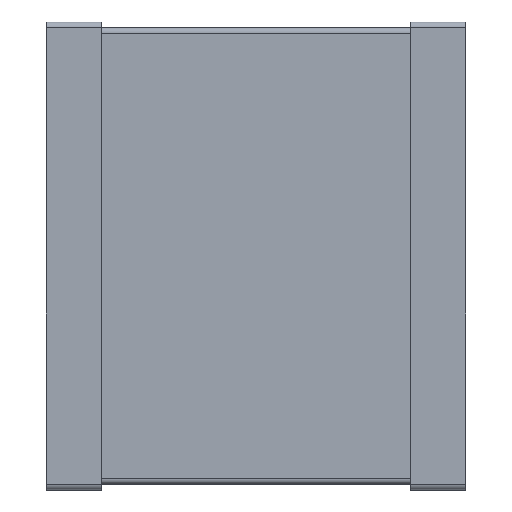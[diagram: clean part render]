
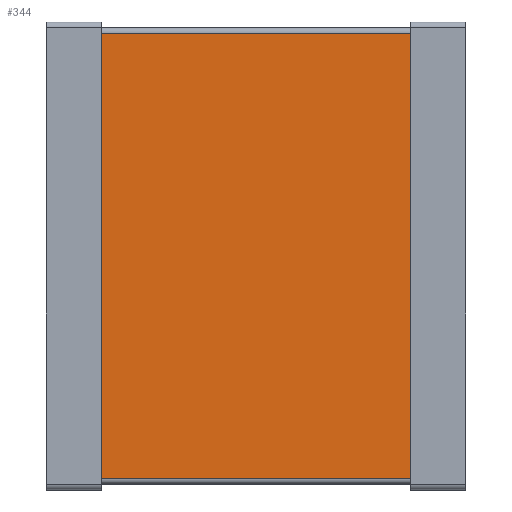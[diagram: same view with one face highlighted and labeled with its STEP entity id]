
A CAD part, top view. The second image highlights one B-rep face of the part: STEP entity #344.
In plain terms, the highlighted planar face has unit normal (0, 0, 1).
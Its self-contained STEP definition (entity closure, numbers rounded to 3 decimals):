
#12=DIRECTION('',(0.,0.,1.));
#40=VECTOR('',#41,1.);
#41=DIRECTION('',(0.,1.,0.));
#76=DIRECTION('',(1.,0.,0.));
#91=VECTOR('',#76,1.);
#127=CARTESIAN_POINT('',(-3.37,-4.98,2.42));
#227=VERTEX_POINT('',#228);
#228=CARTESIAN_POINT('',(-3.37,-4.86,2.42));
#233=EDGE_CURVE('',#227,#234,#236,.T.);
#234=VERTEX_POINT('',#235);
#235=CARTESIAN_POINT('',(-3.37,4.86,2.42));
#236=LINE('',#127,#40);
#332=EDGE_CURVE('',#234,#333,#335,.T.);
#333=VERTEX_POINT('',#334);
#334=CARTESIAN_POINT('',(3.37,4.86,2.42));
#335=LINE('',#235,#91);
#344=ADVANCED_FACE('',(#345),#358,.T.);
#345=FACE_BOUND('',#346,.T.);
#346=EDGE_LOOP('',(#347,#348,#353,#357));
#347=ORIENTED_EDGE('',*,*,#233,.F.);
#348=ORIENTED_EDGE('',*,*,#349,.T.);
#349=EDGE_CURVE('',#227,#350,#352,.T.);
#350=VERTEX_POINT('',#351);
#351=CARTESIAN_POINT('',(3.37,-4.86,2.42));
#352=LINE('',#228,#91);
#353=ORIENTED_EDGE('',*,*,#354,.T.);
#354=EDGE_CURVE('',#350,#333,#355,.T.);
#355=LINE('',#356,#40);
#356=CARTESIAN_POINT('',(3.37,-4.98,2.42));
#357=ORIENTED_EDGE('',*,*,#332,.F.);
#358=PLANE('',#359);
#359=AXIS2_PLACEMENT_3D('',#127,#12,#76);
